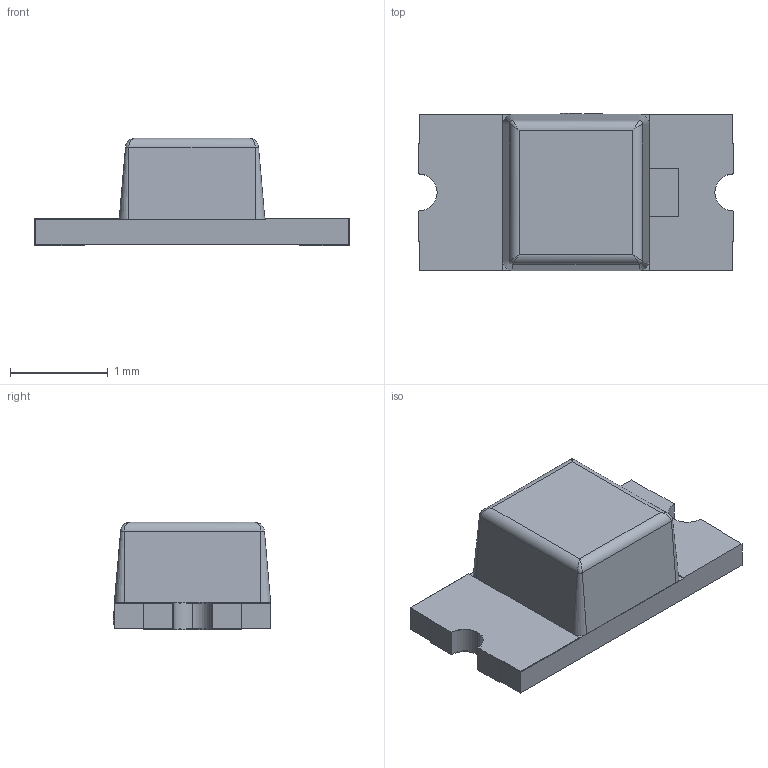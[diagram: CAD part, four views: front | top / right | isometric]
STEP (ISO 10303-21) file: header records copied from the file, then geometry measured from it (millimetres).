
FILE_DESCRIPTION (( 'STEP AP214' ), '1' );
FILE_NAME ('LED1206-RD_GREEN.step', '2022-07-08T13:33:12', ( '' ), ( '' ), 'SwSTEP 2.0', 'SolidWorks 2020', '' );
FILE_SCHEMA (( 'AUTOMOTIVE_DESIGN' ));
Length unit declared in the file: millimetre
Products named in the file (1): LED1206-RD_GREEN
Bounding box: 3.22 x 1.61 x 1.1 mm (x, y, z)
Volume: 3.1 mm3; surface area: 26.2 mm2
Topology: 3 solids, 3 shells, 359 faces, 965 edges, 636 vertices
Faces by surface type: plane 227, bspline 116, cylinder 12, cone 4
Entity records: 16650 total; most frequent: CARTESIAN_POINT 4493, ORIENTED_EDGE 1922, DIRECTION 1229, EDGE_CURVE 961, LINE 701, VECTOR 701, VERTEX_POINT 636, EDGE_LOOP 387
